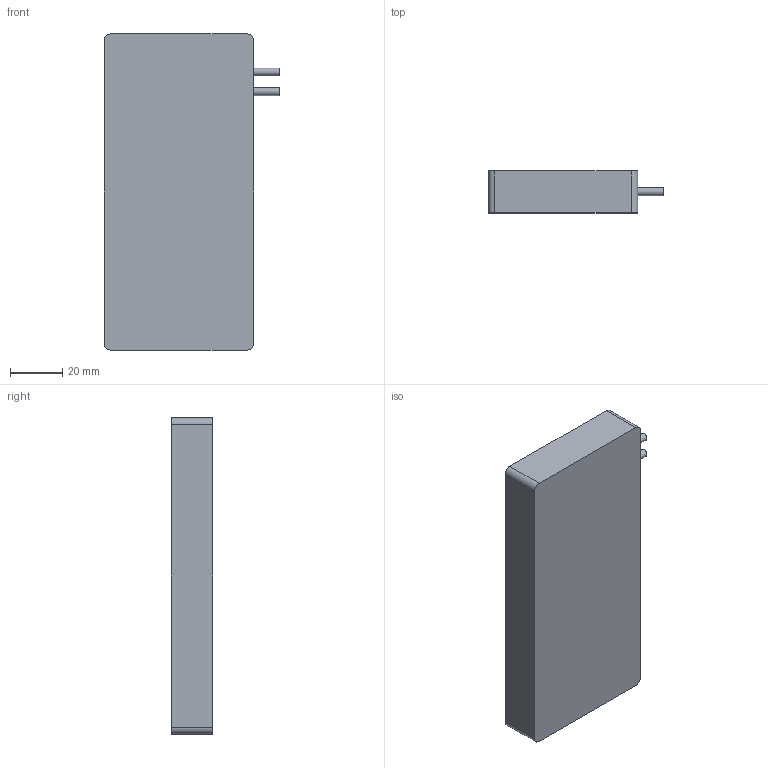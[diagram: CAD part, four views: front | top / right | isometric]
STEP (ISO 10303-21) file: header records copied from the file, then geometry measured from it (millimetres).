
FILE_DESCRIPTION(/* description */ (''),/* implementation_level */ '2;1');
FILE_NAME(/* name */ 'Tetrix_739136_Holder.ipt.stp',/* time_stamp */ '2014-12-18T17:47:21-08:00',/* author */ ('Autodesk Inc.'),/* organization */ ('Autodesk Inc.'),/* preprocessor_version */ 'ST-DEVELOPER v15.6',/* originating_system */ 'Autodesk Inventor 2015',/* authorisation */ '');
FILE_SCHEMA (('AUTOMOTIVE_DESIGN { 1 0 10303 214 3 1 1 }'));
Length unit declared in the file: millimetre
Products named in the file (1): Tetrix_739136_Holder
Bounding box: 67.15 x 15.88 x 120.65 mm (x, y, z)
Volume: 20165 mm3; surface area: 24403.1 mm2
Topology: 3 solids, 3 shells, 27 faces, 60 edges, 40 vertices
Faces by surface type: plane 15, cylinder 12
Full cylindrical faces by diameter (mm): 3 x4
Entity records: 755 total; most frequent: DIRECTION 132, CARTESIAN_POINT 120, ORIENTED_EDGE 112, EDGE_CURVE 54, AXIS2_PLACEMENT_3D 50, VERTEX_POINT 38, EDGE_LOOP 36, LINE 32
